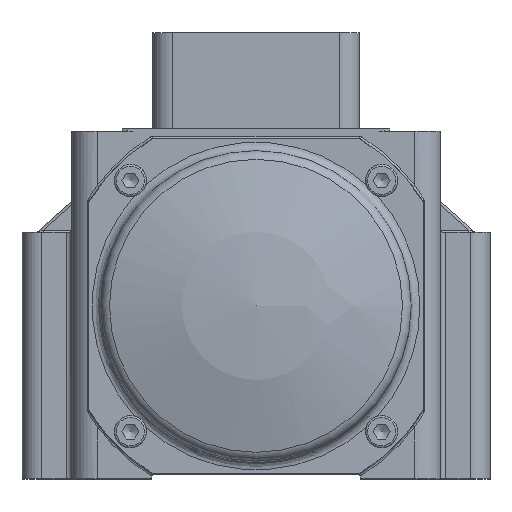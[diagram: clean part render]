
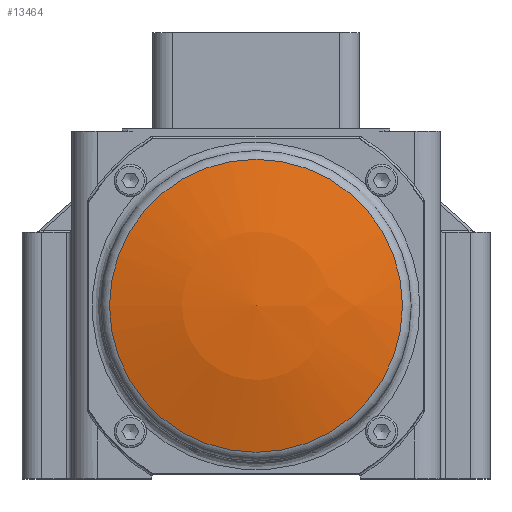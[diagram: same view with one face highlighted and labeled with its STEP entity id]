
A CAD part, top view. The second image highlights one B-rep face of the part: STEP entity #13464.
In plain terms, the highlighted spherical face has radius 201.5 mm.
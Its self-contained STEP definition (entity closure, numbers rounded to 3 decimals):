
#13441=CARTESIAN_POINT('',(59.476,-15.,143.522));
#13442=VERTEX_POINT('',#13441);
#13443=CARTESIAN_POINT('',(0.,-15.0,143.522));
#13444=DIRECTION('',(0.0,0.0,-1.0));
#13445=DIRECTION('',(-1.0,0.0,0.0));
#13446=AXIS2_PLACEMENT_3D('',#13443,#13444,#13445);
#13447=CIRCLE('',#13446,59.476);
#13448=EDGE_CURVE('',#13442,#13442,#13447,.T.);
#13456=CARTESIAN_POINT('',(0.,-15.0,-49.));
#13457=DIRECTION('',(0.0,0.0,1.0));
#13458=DIRECTION('',(1.0,0.0,0.0));
#13459=AXIS2_PLACEMENT_3D('',#13456,#13457,#13458);
#13460=SPHERICAL_SURFACE('',#13459,201.5);
#13461=ORIENTED_EDGE('',*,*,#13448,.F.);
#13462=EDGE_LOOP('',(#13461));
#13463=FACE_OUTER_BOUND('',#13462,.T.);
#13464=ADVANCED_FACE('',(#13463),#13460,.T.);
